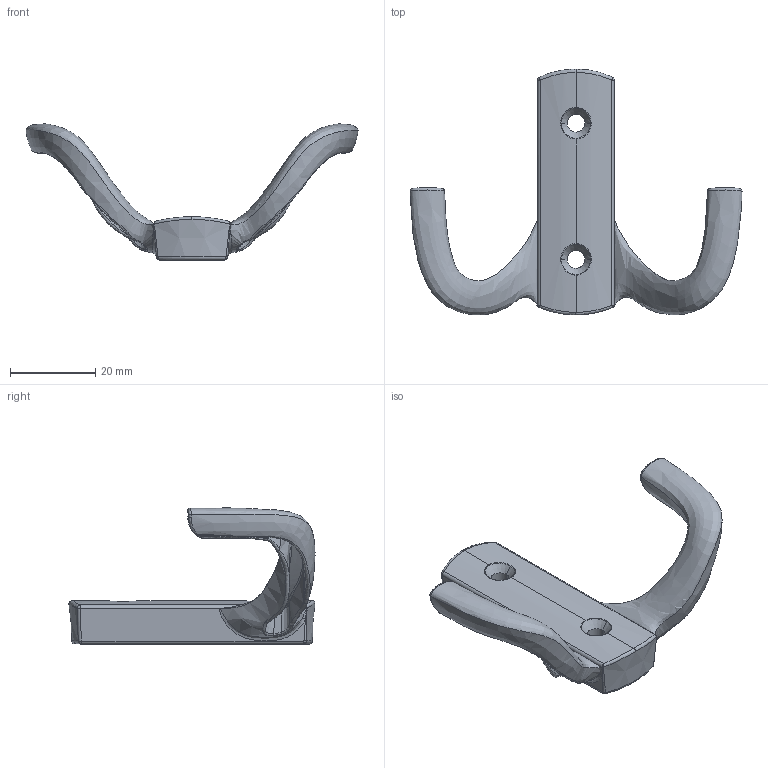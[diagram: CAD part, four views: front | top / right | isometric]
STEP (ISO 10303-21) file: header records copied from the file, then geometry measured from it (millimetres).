
FILE_DESCRIPTION (( 'STEP AP214' ), '1' );
FILE_NAME ('F002433,F002434,F002435_3D.step', '2022-06-10T07:05:36', ( '' ), ( '' ), 'SwSTEP 2.0', 'SolidWorks 2020', '' );
FILE_SCHEMA (( 'AUTOMOTIVE_DESIGN' ));
Length unit declared in the file: millimetre
Products named in the file (1): F002433,F002434,F002435_3D
Bounding box: 78.02 x 57.83 x 32.02 mm (x, y, z)
Volume: 7473.2 mm3; surface area: 8479.1 mm2
Topology: 1 solids, 1 shells, 231 faces, 598 edges, 367 vertices
Faces by surface type: bspline 142, cylinder 33, plane 24, cone 22, torus 8, sphere 2
Entity records: 26661 total; most frequent: CARTESIAN_POINT 22533, ORIENTED_EDGE 1196, EDGE_CURVE 598, B_SPLINE_CURVE_WITH_KNOTS 435, VERTEX_POINT 367, DIRECTION 346, EDGE_LOOP 233, FACE_OUTER_BOUND 231
